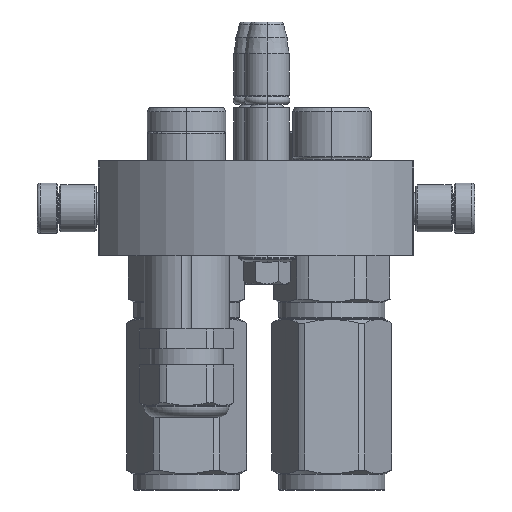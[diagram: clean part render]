
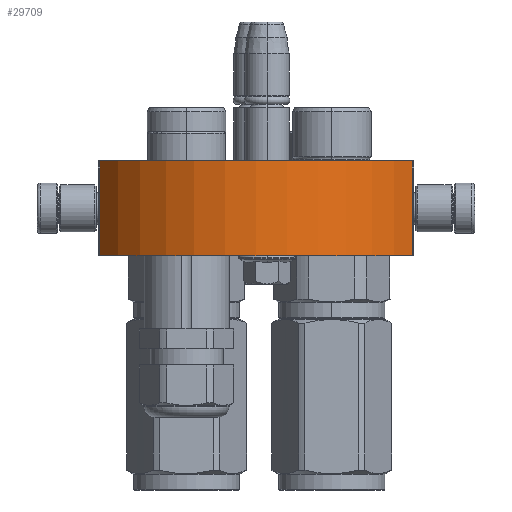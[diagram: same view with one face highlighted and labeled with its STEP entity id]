
A CAD part, left-side view. The second image highlights one B-rep face of the part: STEP entity #29709.
In plain terms, the highlighted cylindrical face has radius 57.25 mm (diameter 114.5 mm), a partial arc.
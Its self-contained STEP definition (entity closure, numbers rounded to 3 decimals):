
#3102 = LINE ( 'NONE', #35852, #11126 ) ;
#4013 = AXIS2_PLACEMENT_3D ( 'NONE', #43133, #19625, #34569 ) ;
#8687 = CARTESIAN_POINT ( 'NONE',  ( 0., 0., 0. ) ) ;
#9657 = CARTESIAN_POINT ( 'NONE',  ( 0., 30., 0. ) ) ;
#10508 = CARTESIAN_POINT ( 'NONE',  ( 49.5, 30., -28.763 ) ) ;
#11126 = VECTOR ( 'NONE', #48767, 1000. ) ;
#12175 = CARTESIAN_POINT ( 'NONE',  ( 49.5, 0., -28.763 ) ) ;
#12447 = CARTESIAN_POINT ( 'NONE',  ( -49.5, 0., -28.763 ) ) ;
#12830 = DIRECTION ( 'NONE',  ( 0., 1., 0. ) ) ;
#14896 = EDGE_CURVE ( 'NONE', #16453, #48202, #28253, .T. ) ;
#16325 = ORIENTED_EDGE ( 'NONE', *, *, #31441, .T. ) ;
#16453 = VERTEX_POINT ( 'NONE', #10508 ) ;
#16962 = DIRECTION ( 'NONE',  ( 0.865, 0., -0.502 ) ) ;
#18395 = LINE ( 'NONE', #12447, #20838 ) ;
#19625 = DIRECTION ( 'NONE',  ( 0., -1., 0. ) ) ;
#19686 = AXIS2_PLACEMENT_3D ( 'NONE', #8687, #12830, #16962 ) ;
#20838 = VECTOR ( 'NONE', #32351, 1000. ) ;
#21340 = DIRECTION ( 'NONE',  ( 0.865, 0., -0.502 ) ) ;
#21776 = ORIENTED_EDGE ( 'NONE', *, *, #26293, .F. ) ;
#22788 = FACE_OUTER_BOUND ( 'NONE', #35627, .T. ) ;
#23738 = CARTESIAN_POINT ( 'NONE',  ( -49.5, 30., -28.763 ) ) ;
#26277 = VERTEX_POINT ( 'NONE', #12175 ) ;
#26293 = EDGE_CURVE ( 'NONE', #26277, #16453, #3102, .T. ) ;
#28253 = CIRCLE ( 'NONE', #31383, 57.25 ) ;
#28720 = CIRCLE ( 'NONE', #19686, 57.25 ) ;
#29234 = DIRECTION ( 'NONE',  ( 0., 1., 0. ) ) ;
#29403 = VERTEX_POINT ( 'NONE', #32852 ) ;
#29709 = ADVANCED_FACE ( 'NONE', ( #22788 ), #39949, .T. ) ;
#30829 = EDGE_CURVE ( 'NONE', #29403, #48202, #18395, .T. ) ;
#31383 = AXIS2_PLACEMENT_3D ( 'NONE', #9657, #29234, #21340 ) ;
#31441 = EDGE_CURVE ( 'NONE', #26277, #29403, #28720, .T. ) ;
#32351 = DIRECTION ( 'NONE',  ( 0., 1., 0. ) ) ;
#32852 = CARTESIAN_POINT ( 'NONE',  ( -49.5, 0., -28.763 ) ) ;
#34569 = DIRECTION ( 'NONE',  ( 1., 0., 0. ) ) ;
#35627 = EDGE_LOOP ( 'NONE', ( #38624, #21776, #16325, #46959 ) ) ;
#35852 = CARTESIAN_POINT ( 'NONE',  ( 49.5, 0., -28.763 ) ) ;
#38624 = ORIENTED_EDGE ( 'NONE', *, *, #14896, .F. ) ;
#39949 = CYLINDRICAL_SURFACE ( 'NONE', #4013, 57.25 ) ;
#43133 = CARTESIAN_POINT ( 'NONE',  ( 0., 0., 0. ) ) ;
#46959 = ORIENTED_EDGE ( 'NONE', *, *, #30829, .T. ) ;
#48202 = VERTEX_POINT ( 'NONE', #23738 ) ;
#48767 = DIRECTION ( 'NONE',  ( 0., 1., 0. ) ) ;
